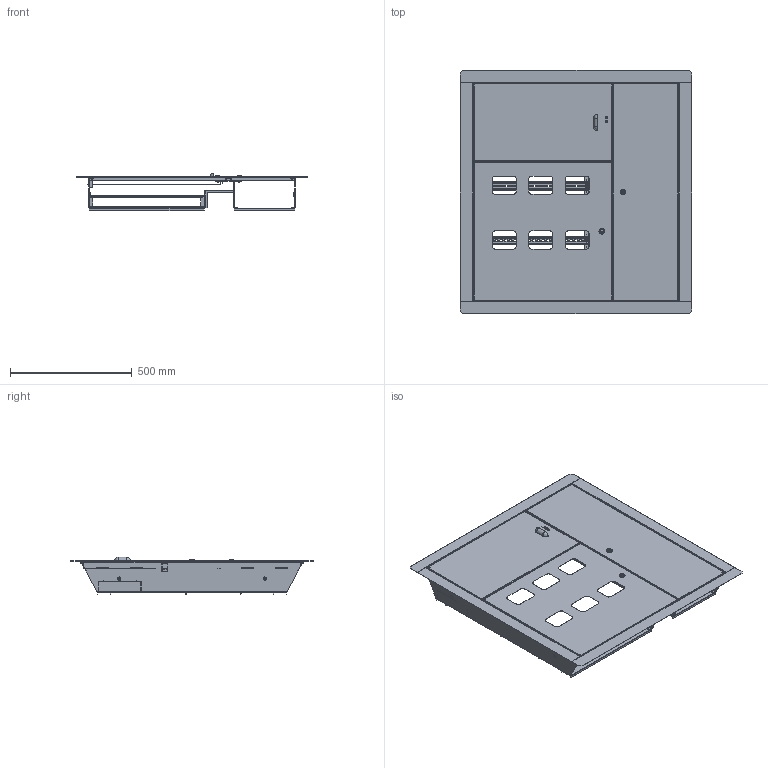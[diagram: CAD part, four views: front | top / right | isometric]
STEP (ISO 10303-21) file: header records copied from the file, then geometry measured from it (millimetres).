
FILE_DESCRIPTION (( 'STEP AP203' ), '1' );
FILE_NAME ('mb08-v-6-bas Ùèò ýòàæíûé 6 êâ..STEP', '2021-11-25T14:21:06', ( '' ), ( '' ), 'SwSTEP 2.0', 'SolidWorks 2021', '' );
FILE_SCHEMA (( 'CONFIG_CONTROL_DESIGN' ));
Length unit declared in the file: millimetre
Products named in the file (37): Âíóòðåííåå òåëî çàìêà; Ïðîêëàäêà; ﾙﾝﾁ3.02.00.001 ﾄ粢_00; ÙÝÁ3.00.00.001 Ôàëüøïàíåëü_00; ﾙﾝﾁ6.03.00.001 ﾄ粢_00; ﾙﾝﾁ3.01.00.001 ﾑ渼濱00; Âèíò Ì5 ÃÎÑÒ17473-78_5å20; ����� ��������_������ 45��; Washer 6402_3_gost_丐ｩ｡ 2 6 ヮ葬 6402-70; ﾙﾝﾁ3.01.00.008 ﾊ煇鳫_00; Òåëî çàìêà; ﾙﾝﾁ3.01.00.007 ﾊ煇鳫_00; Ãàéêà; Ñàìîðåç ÊËÎÏ ñî ñâåðëîì 3,5õ11_00; ﾙﾝﾁ3.04.00.001 ﾄ粢_00; Øïèëüêà Ì6õ12_00; 剒蜲錪 52擤; ﾙﾝﾁ3.01.00.002 ﾏⅰ褞褶竟濱00; ÙÝÁ3.01.00.000 Êàðêàñ_00; mb08-v-6-bas Ùèò ýòàæíûé 6 êâ.; ÙÝÁ3.01.00.005 Ïåðåìû÷êà_00; ÙÝÁ3.01.00.003 Ïåðåãîðîäêà_00; Ñàìîðåç ÏØ 4,2õ13_00; Çàêëåïêà ñ âíóòðåííåé ðåçüáîé Ì5; ÙÝÁ3.01.00.006 Óãîëîê_00; ÙÝÁ3.01.00.004 Øâåëëåð_00; Äèí-ðåéêà TS 35õ7,5_470; pan head cross recess screw_din_ISO 7045 - M4 x 6 - Z --- 6N; 枟蝂鼏 懤摎錪蕻嶱00; ÙÝÁ3.02.00.000 Äâåðü ðàñïðåäåëèòåëüíîãî îòñåêà_00; 剒蜲錪 45擤; ﾙﾝﾁ6.00.00.000 ﾙ頸 跫隆_00; ÙÝÁ6.03.00.000 Äâåðü ó÷åòíîãî îòñåêà_00; Ïðîêëàäêà ìåòàëëè÷åñêàÿ 2; Ãàéêà ÃÎÑÒ 5927-70_8.6G.5; ÙÝÁ3.04.00.000 Äâåðü ñëàáîòî÷íîãî îòñåêà_00; Ïðîêëàäêà ìåòàëëè÷åñêàÿ
Assembly tree (66 placements, depth 4):
  mb08-v-6-bas Ùèò ýòàæíûé 6 êâ.
    ﾙﾝﾁ6.00.00.000 ﾙ頸 跫隆_00
      ÙÝÁ3.01.00.000 Êàðêàñ_00
        ﾙﾝﾁ3.01.00.001 ﾑ渼濱00  x2
        ﾙﾝﾁ3.01.00.002 ﾏⅰ褞褶竟濱00  x2
        ÙÝÁ3.01.00.003 Ïåðåãîðîäêà_00
        ÙÝÁ3.01.00.004 Øâåëëåð_00  x2
        ÙÝÁ3.01.00.005 Ïåðåìû÷êà_00  x2
        ÙÝÁ3.01.00.006 Óãîëîê_00
        ﾙﾝﾁ3.01.00.007 ﾊ煇鳫_00  x2
        Ãàéêà ÃÎÑÒ 5927-70_8.6G.5  x4
        Øïèëüêà Ì6õ12_00
        ﾙﾝﾁ3.01.00.008 ﾊ煇鳫_00
      ÙÝÁ3.02.00.000 Äâåðü ðàñïðåäåëèòåëüíîãî îòñåêà_00
        ﾙﾝﾁ3.02.00.001 ﾄ粢_00
        Çàêëåïêà ñ âíóòðåííåé ðåçüáîé Ì5
        Âèíò Ì5 ÃÎÑÒ17473-78_5å20
      ÙÝÁ6.03.00.000 Äâåðü ó÷åòíîãî îòñåêà_00
        ﾙﾝﾁ6.03.00.001 ﾄ粢_00
        Çàêëåïêà ñ âíóòðåííåé ðåçüáîé Ì5  x2
        Âèíò Ì5 ÃÎÑÒ17473-78_5å20  x2
      ÙÝÁ3.04.00.000 Äâåðü ñëàáîòî÷íîãî îòñåêà_00
        ﾙﾝﾁ3.04.00.001 ﾄ粢_00
        Çàêëåïêà ñ âíóòðåííåé ðåçüáîé Ì5  x2
        Âèíò Ì5 ÃÎÑÒ17473-78_5å20  x2
      ÙÝÁ3.00.00.001 Ôàëüøïàíåëü_00
      Ñàìîðåç ÏØ 4,2õ13_00  x2
    枟蝂鼏 懤摎錪蕻嶱00
    ����� ��������_������ 45��  x2
      Òåëî çàìêà
      Ïðîêëàäêà ìåòàëëè÷åñêàÿ
      剒蜲錪 45擤
      Washer 6402_3_gost_丐ｩ｡ 2 6 ヮ葬 6402-70
      Ïðîêëàäêà
      pan head cross recess screw_din_ISO 7045 - M4 x 6 - Z --- 6N
      Ïðîêëàäêà ìåòàëëè÷åñêàÿ 2
      Ãàéêà
      Âíóòðåííåå òåëî çàìêà
      剒蜲錪 52擤
    Ñàìîðåç ÊËÎÏ ñî ñâåðëîì 3,5õ11_00  x2
    Äèí-ðåéêà TS 35õ7,5_470  x4
    Ñàìîðåç ÏØ 4,2õ13_00  x8
Bounding box: 950 x 1000 x 153.8 mm (x, y, z)
Volume: 1536121.5 mm3; surface area: 3643399.1 mm2
Topology: 71 solids, 71 shells, 2818 faces, 7227 edges, 4570 vertices
Faces by surface type: plane 1500, cylinder 1098, cone 110, bspline 60, sphere 38, torus 12
Entity records: 51045 total; most frequent: CARTESIAN_POINT 10093, DIRECTION 7629, ORIENTED_EDGE 7314, EDGE_CURVE 3657, AXIS2_PLACEMENT_3D 2655, LINE 2319, VECTOR 2319, VERTEX_POINT 2307
